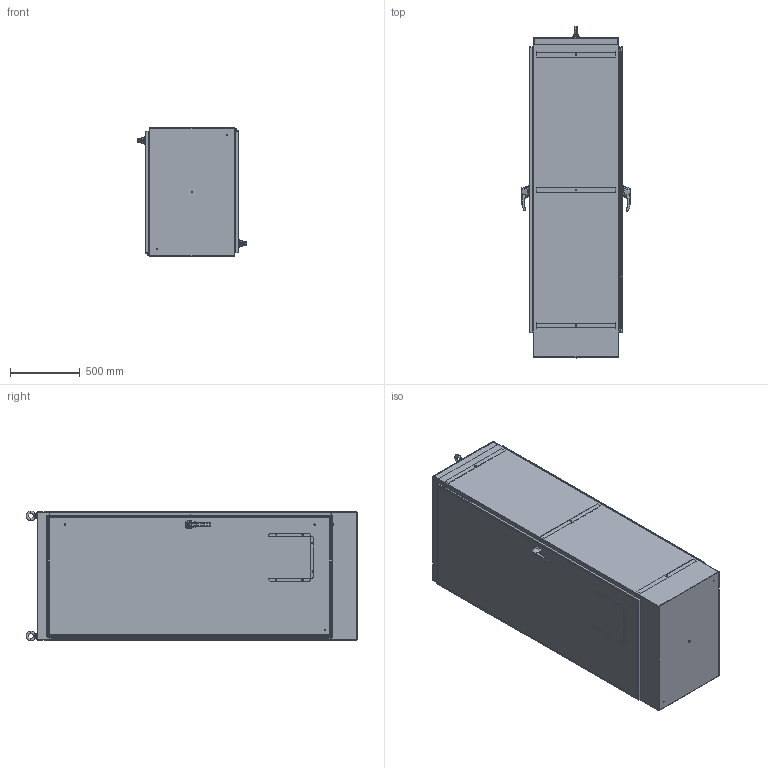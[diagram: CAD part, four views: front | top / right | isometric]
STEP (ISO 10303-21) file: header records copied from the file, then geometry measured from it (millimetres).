
FILE_DESCRIPTION (( 'STEP AP214' ), '1' );
FILE_NAME ('HN4FS903624DS16.STEP', '2019-09-03T19:14:22', ( '' ), ( '' ), 'SwSTEP 2.0', 'SolidWorks 2018', '' );
FILE_SCHEMA (( 'AUTOMOTIVE_DESIGN' ));
Length unit declared in the file: inch
Products named in the file (1): HN4FS903624DS16
Bounding box: 778.87 x 2374.63 x 929.74 mm (x, y, z)
Volume: 24704196.6 mm3; surface area: 20608760 mm2
Topology: 91 solids, 93 shells, 3764 faces, 10095 edges, 6551 vertices
Faces by surface type: cylinder 1717, plane 1646, bspline 228, cone 157, torus 16
Entity records: 186187 total; most frequent: CARTESIAN_POINT 42262, ORIENTED_EDGE 20146, DIRECTION 19578, EDGE_CURVE 10073, AXIS2_PLACEMENT_3D 7026, VERTEX_POINT 6551, LINE 5526, VECTOR 5526
